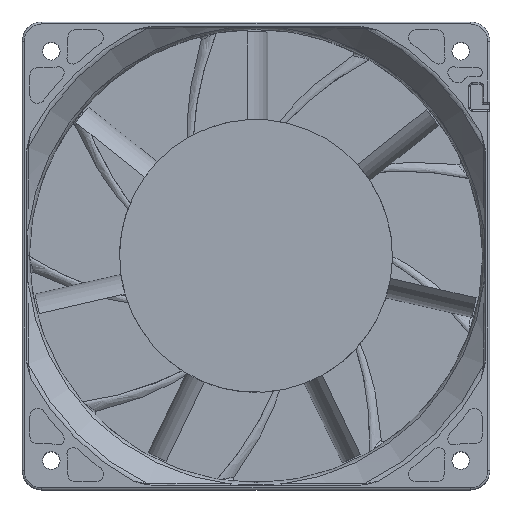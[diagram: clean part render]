
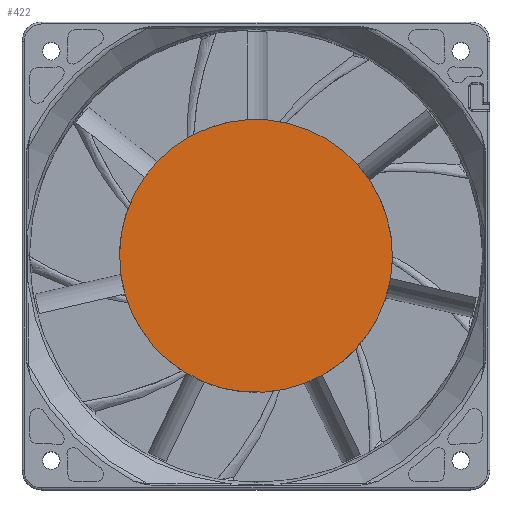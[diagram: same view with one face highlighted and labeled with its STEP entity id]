
A CAD part, top view. The second image highlights one B-rep face of the part: STEP entity #422.
In plain terms, the highlighted planar face has unit normal (0, 0, 1).
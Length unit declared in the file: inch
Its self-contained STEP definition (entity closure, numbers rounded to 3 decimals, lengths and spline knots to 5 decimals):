
#1=CARTESIAN_POINT('',(4.6091,4.6091,-0.01969));
#2=DIRECTION('',(0.,0.,-1.));
#3=DIRECTION('',(0.744,0.668,0.));
#4=AXIS2_PLACEMENT_3D('',#1,#2,#3);
#6=CARTESIAN_POINT('',(4.6091,4.6091,-0.01969));
#7=DIRECTION('',(0.,0.,-1.));
#8=DIRECTION('',(0.986,-0.165,0.));
#9=AXIS2_PLACEMENT_3D('',#6,#7,#8);
#11=CARTESIAN_POINT('',(4.6091,4.6091,-0.01969));
#12=DIRECTION('',(0.,0.,-1.));
#13=DIRECTION('',(0.486,-0.874,0.));
#14=AXIS2_PLACEMENT_3D('',#11,#12,#13);
#16=CARTESIAN_POINT('',(4.6091,4.6091,-0.01969));
#17=DIRECTION('',(0.,0.,-1.));
#18=DIRECTION('',(-0.38,-0.925,0.));
#19=AXIS2_PLACEMENT_3D('',#16,#17,#18);
#21=CARTESIAN_POINT('',(4.6091,4.6091,-0.01969));
#22=DIRECTION('',(0.,0.,-1.));
#23=DIRECTION('',(-0.96,-0.28,0.));
#24=AXIS2_PLACEMENT_3D('',#21,#22,#23);
#26=CARTESIAN_POINT('',(4.6091,4.6091,-0.01969));
#27=DIRECTION('',(0.,0.,-1.));
#28=DIRECTION('',(-0.817,0.576,0.));
#29=AXIS2_PLACEMENT_3D('',#26,#27,#28);
#31=CARTESIAN_POINT('',(4.6091,4.6091,-0.01969));
#32=DIRECTION('',(0.,0.,-1.));
#33=DIRECTION('',(-0.059,0.998,0.));
#34=AXIS2_PLACEMENT_3D('',#31,#32,#33);
#140=CARTESIAN_POINT('',(3.2861,4.22383,-0.01969));
#240=CARTESIAN_POINT('',(5.2791,3.405,-0.01969));
#364=CARTESIAN_POINT('',(3.48301,5.40325,-0.01969));
#365=CARTESIAN_POINT('',(4.52788,5.98465,-0.01969));
#366=VERTEX_POINT('',#364);
#367=VERTEX_POINT('',#365);
#374=VERTEX_POINT('',#240);
#376=CARTESIAN_POINT('',(5.96824,4.38219,-0.01969));
#377=VERTEX_POINT('',#376);
#379=CARTESIAN_POINT('',(5.63391,5.53024,-0.01969));
#380=VERTEX_POINT('',#379);
#387=VERTEX_POINT('',#140);
#388=CARTESIAN_POINT('',(4.08544,3.33452,-0.01969));
#389=VERTEX_POINT('',#388);
#401=CARTESIAN_POINT('',(4.6091,4.60909,-0.01969));
#402=DIRECTION('',(0.,0.,1.));
#403=DIRECTION('',(-1.,0.,0.));
#404=AXIS2_PLACEMENT_3D('',#401,#402,#403);
#405=PLANE('',#404);
#407=ORIENTED_EDGE('',*,*,#406,.T.);
#409=ORIENTED_EDGE('',*,*,#408,.T.);
#411=ORIENTED_EDGE('',*,*,#410,.T.);
#413=ORIENTED_EDGE('',*,*,#412,.T.);
#415=ORIENTED_EDGE('',*,*,#414,.T.);
#417=ORIENTED_EDGE('',*,*,#416,.T.);
#419=ORIENTED_EDGE('',*,*,#418,.T.);
#420=EDGE_LOOP('',(#407,#409,#411,#413,#415,#417,#419));
#421=FACE_OUTER_BOUND('',#420,.F.);
#422=ADVANCED_FACE('',(#421),#405,.T.);
#5=CIRCLE('',#4,1.37795);
#10=CIRCLE('',#9,1.37795);
#15=CIRCLE('',#14,1.37795);
#20=CIRCLE('',#19,1.37795);
#25=CIRCLE('',#24,1.37795);
#30=CIRCLE('',#29,1.37795);
#35=CIRCLE('',#34,1.37795);
#406=EDGE_CURVE('',#380,#377,#5,.T.);
#408=EDGE_CURVE('',#377,#374,#10,.T.);
#410=EDGE_CURVE('',#374,#389,#15,.T.);
#412=EDGE_CURVE('',#389,#387,#20,.T.);
#414=EDGE_CURVE('',#387,#366,#25,.T.);
#416=EDGE_CURVE('',#366,#367,#30,.T.);
#418=EDGE_CURVE('',#367,#380,#35,.T.);
